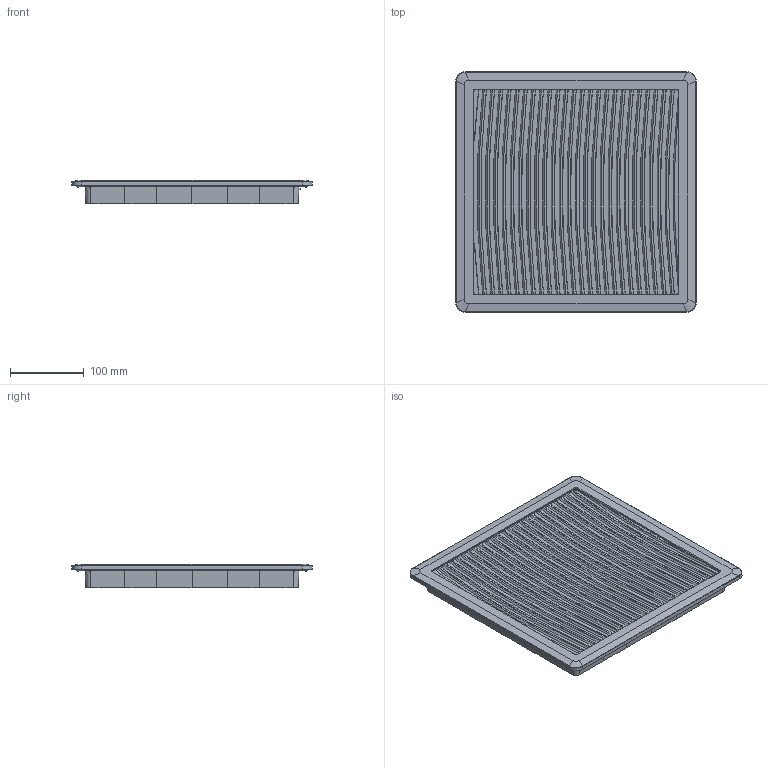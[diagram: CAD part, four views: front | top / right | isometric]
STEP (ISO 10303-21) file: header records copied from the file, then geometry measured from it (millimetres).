
FILE_DESCRIPTION(('CATIA V5 STEP Exchange'),'2;1');
FILE_NAME('Filter32 FanFreeDEMO.stp','2019-11-13T07:03:12+00:00',('none'),('none'),'CATIA Version 5 Release 20 SP 1 (IN-10)','CATIA V5 STEP AP203','none');
FILE_SCHEMA(('CONFIG_CONTROL_DESIGN'));
Products named in the file (1): Filter32 DEMO
Bounding box: 326 x 326 x 31.5 mm (x, y, z)
Volume: 2554245.9 mm3; surface area: 308382 mm2
Topology: 1 solids, 2 shells, 1414 faces, 3981 edges, 2569 vertices
Faces by surface type: bspline 735, plane 493, cylinder 90, extrusion 56, torus 20, cone 18, sphere 2
Entity records: 63718 total; most frequent: CARTESIAN_POINT 36255, ORIENTED_EDGE 7950, EDGE_CURVE 3975, B_SPLINE_CURVE_WITH_KNOTS 2810, VERTEX_POINT 2569, DIRECTION 1923, EDGE_LOOP 1418, ADVANCED_FACE 1414
